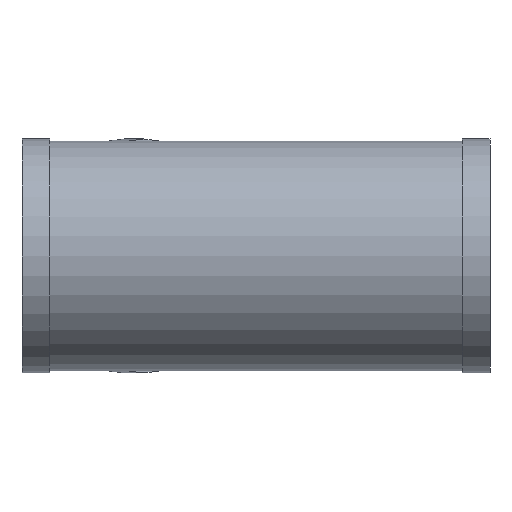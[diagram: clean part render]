
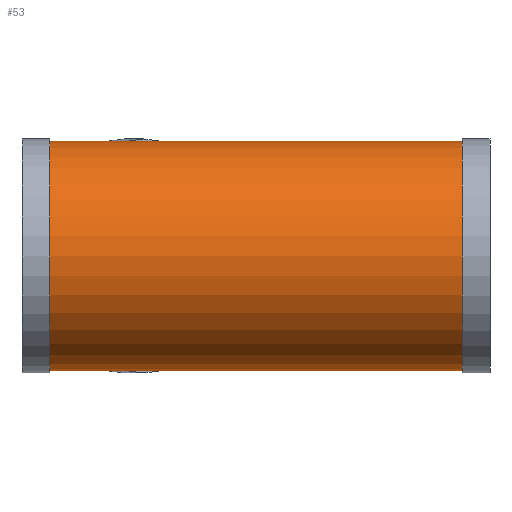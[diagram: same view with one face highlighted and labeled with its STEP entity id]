
A CAD part, front view. The second image highlights one B-rep face of the part: STEP entity #53.
In plain terms, the highlighted cylindrical face has radius 315 mm (diameter 630 mm), a full revolution.
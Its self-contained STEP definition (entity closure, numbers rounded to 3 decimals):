
#53 = ADVANCED_FACE( '', ( #118, #119, #120 ), #121, .T. );
#118 = FACE_OUTER_BOUND( '', #203, .T. );
#119 = FACE_BOUND( '', #204, .T. );
#120 = FACE_OUTER_BOUND( '', #205, .T. );
#121 = CYLINDRICAL_SURFACE( '', #206, 315. );
#203 = EDGE_LOOP( '', ( #292 ) );
#204 = EDGE_LOOP( '', ( #293, #294 ) );
#205 = EDGE_LOOP( '', ( #295 ) );
#206 = AXIS2_PLACEMENT_3D( '', #296, #297, #298 );
#292 = ORIENTED_EDGE( '', *, *, #386, .T. );
#293 = ORIENTED_EDGE( '', *, *, #396, .F. );
#294 = ORIENTED_EDGE( '', *, *, #397, .F. );
#295 = ORIENTED_EDGE( '', *, *, #398, .F. );
#296 = CARTESIAN_POINT( '', ( 642., 0., 0. ) );
#297 = DIRECTION( '', ( -1., 0., 0. ) );
#298 = DIRECTION( '', ( 0., 0., -1. ) );
#386 = EDGE_CURVE( '', #430, #430, #431, .T. );
#396 = EDGE_CURVE( '', #446, #447, #448, .F. );
#397 = EDGE_CURVE( '', #447, #446, #449, .F. );
#398 = EDGE_CURVE( '', #450, #450, #451, .T. );
#430 = VERTEX_POINT( '', #493 );
#431 = CIRCLE( '', #494, 315. );
#446 = VERTEX_POINT( '', #509 );
#447 = VERTEX_POINT( '', #510 );
#448 = ELLIPSE( '', #511, 823.135, 315. );
#449 = ELLIPSE( '', #512, 340.954, 315. );
#450 = VERTEX_POINT( '', #513 );
#451 = CIRCLE( '', #514, 315. );
#493 = CARTESIAN_POINT( '', ( -566., 0., -315. ) );
#494 = AXIS2_PLACEMENT_3D( '', #557, #558, #559 );
#509 = CARTESIAN_POINT( '', ( 315., 0., -315. ) );
#510 = CARTESIAN_POINT( '', ( 315., 0., 315. ) );
#511 = AXIS2_PLACEMENT_3D( '', #575, #576, #577 );
#512 = AXIS2_PLACEMENT_3D( '', #578, #579, #580 );
#513 = CARTESIAN_POINT( '', ( 566., 0., -315. ) );
#514 = AXIS2_PLACEMENT_3D( '', #581, #582, #583 );
#557 = CARTESIAN_POINT( '', ( -566., 0., 0. ) );
#558 = DIRECTION( '', ( 1., 0., 0. ) );
#559 = DIRECTION( '', ( 0., 0., -1. ) );
#575 = CARTESIAN_POINT( '', ( 315., 0., 0. ) );
#576 = DIRECTION( '', ( -0.383, -0.924, 0. ) );
#577 = DIRECTION( '', ( 0.924, -0.383, 0. ) );
#578 = CARTESIAN_POINT( '', ( 315., 0., 0. ) );
#579 = DIRECTION( '', ( 0.924, -0.383, 0. ) );
#580 = DIRECTION( '', ( -0.383, -0.924, 0. ) );
#581 = CARTESIAN_POINT( '', ( 566., 0., 0. ) );
#582 = DIRECTION( '', ( 1., 0., 0. ) );
#583 = DIRECTION( '', ( 0., 0., -1. ) );
